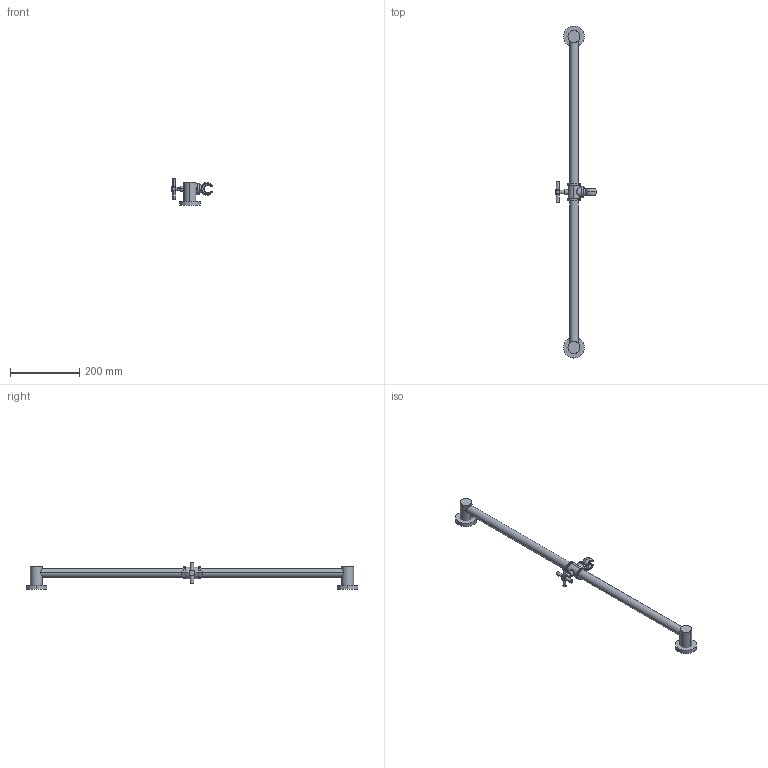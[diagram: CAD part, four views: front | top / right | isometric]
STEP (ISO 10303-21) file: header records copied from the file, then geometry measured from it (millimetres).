
FILE_DESCRIPTION((''),'2;1');
FILE_NAME('295_SW0001','2010-11-16T',('project'),(''),'PRO/ENGINEER BY PARAMETRIC TECHNOLOGY CORPORATION, 2009300','PRO/ENGINEER BY PARAMETRIC TECHNOLOGY CORPORATION, 2009300','');
FILE_SCHEMA(('CONFIG_CONTROL_DESIGN'));
Length unit declared in the file: inch
Products named in the file (1): 295_SW0001
Bounding box: 118.13 x 962.2 x 76.83 mm (x, y, z)
Surface area: 123436.6 mm2 (no closed solid volume)
Topology: 0 solids, 19 shells, 100 faces, 268 edges, 181 vertices
Faces by surface type: cylinder 47, plane 23, bspline 17, torus 8, sphere 4, cone 1
Entity records: 5739 total; most frequent: CARTESIAN_POINT 3437, DIRECTION 455, ORIENTED_EDGE 424, EDGE_CURVE 268, AXIS2_PLACEMENT_3D 197, VERTEX_POINT 181, CIRCLE 114, EDGE_LOOP 100
